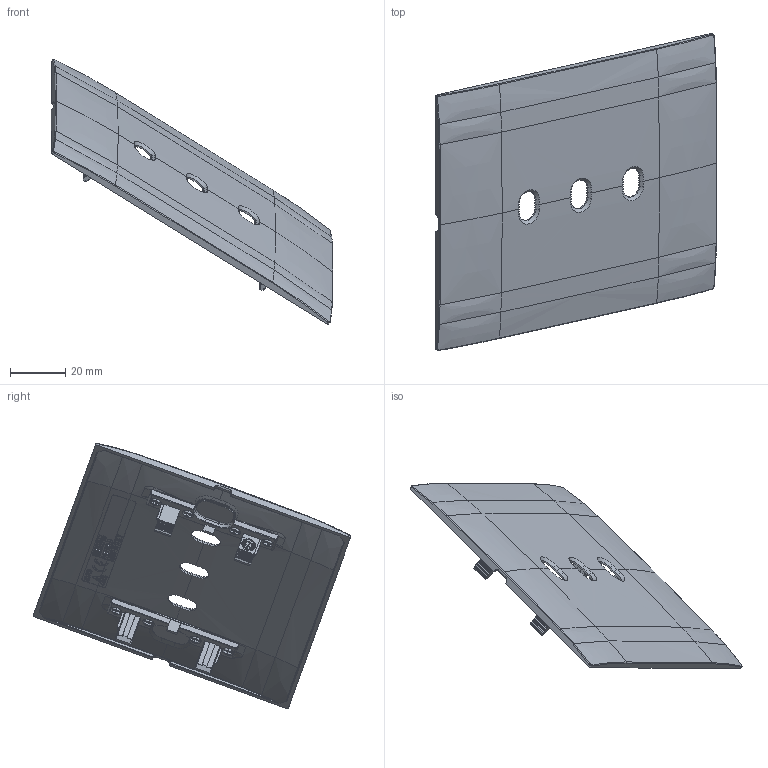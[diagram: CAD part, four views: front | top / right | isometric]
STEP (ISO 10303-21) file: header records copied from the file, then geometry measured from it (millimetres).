
FILE_DESCRIPTION(('CATIA V5 STEP Exchange'),'2;1');
FILE_NAME('44PSMN03@.stp','2024-03-25T15:22:33+00:00',('none'),('none'),'CATIA Version 5-6 Release 2016 SP6','CATIA V5 STEP AP203','none');
FILE_SCHEMA(('CONFIG_CONTROL_DESIGN'));
Length unit declared in the file: millimetre
Products named in the file (1): 44PSMN03@
Assembly tree (4 placements, depth 2):
  44PSMN03@
    #57
    #47784  x2
    #59445
Bounding box: 101.62 x 114.5 x 95.68 mm (x, y, z)
Volume: 21170.8 mm3; surface area: 28430.6 mm2
Topology: 3 solids, 3 shells, 1846 faces, 5102 edges, 3282 vertices
Faces by surface type: plane 1166, cylinder 398, bspline 158, cone 56, sphere 36, extrusion 20, torus 12
Entity records: 59471 total; most frequent: CARTESIAN_POINT 25145, ORIENTED_EDGE 8698, DIRECTION 4504, EDGE_CURVE 4349, VERTEX_POINT 2840, B_SPLINE_CURVE_WITH_KNOTS 2021, VECTOR 1855, LINE 1835
